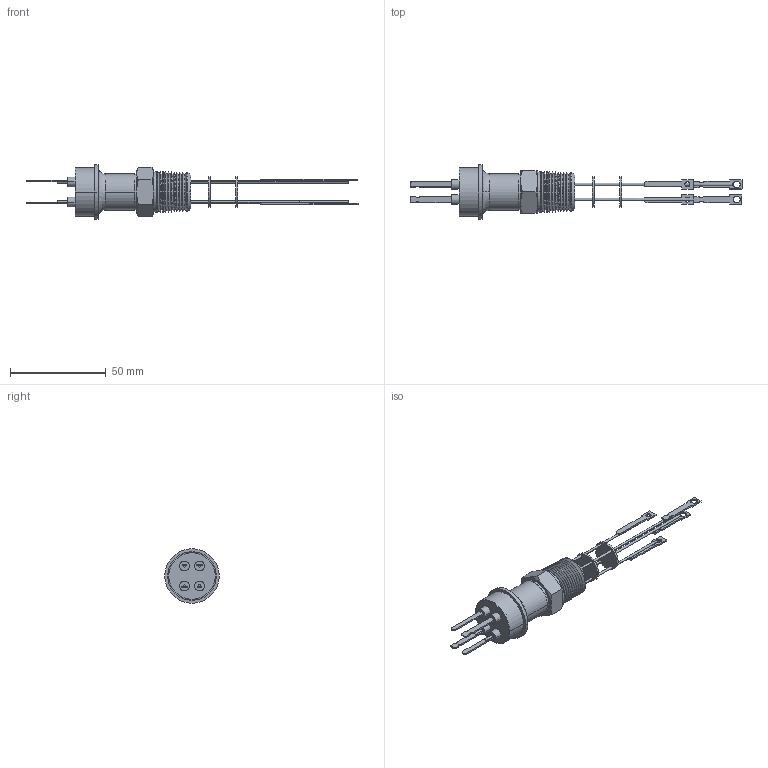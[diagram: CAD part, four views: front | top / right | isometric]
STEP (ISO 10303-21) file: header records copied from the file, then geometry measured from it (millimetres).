
FILE_DESCRIPTION (( 'STEP AP203' ), '1' );
FILE_NAME ('A0409-2-NPT.STEP', '2011-11-17T17:37:28', ( '' ), ( '' ), 'SwSTEP 2.0', 'SolidWorks 2011', '' );
FILE_SCHEMA (( 'CONFIG_CONTROL_DESIGN' ));
Length unit declared in the file: inch
Products named in the file (1): A0409-2-NPT
Bounding box: 173.74 x 28.57 x 28.57 mm (x, y, z)
Volume: 9879.2 mm3; surface area: 15685.6 mm2
Topology: 1 solids, 5 shells, 353 faces, 896 edges, 589 vertices
Faces by surface type: cylinder 148, plane 120, cone 73, bspline 12
Entity records: 11434 total; most frequent: CARTESIAN_POINT 2453, DIRECTION 1971, ORIENTED_EDGE 1792, EDGE_CURVE 896, AXIS2_PLACEMENT_3D 779, VERTEX_POINT 589, CIRCLE 437, EDGE_LOOP 433
